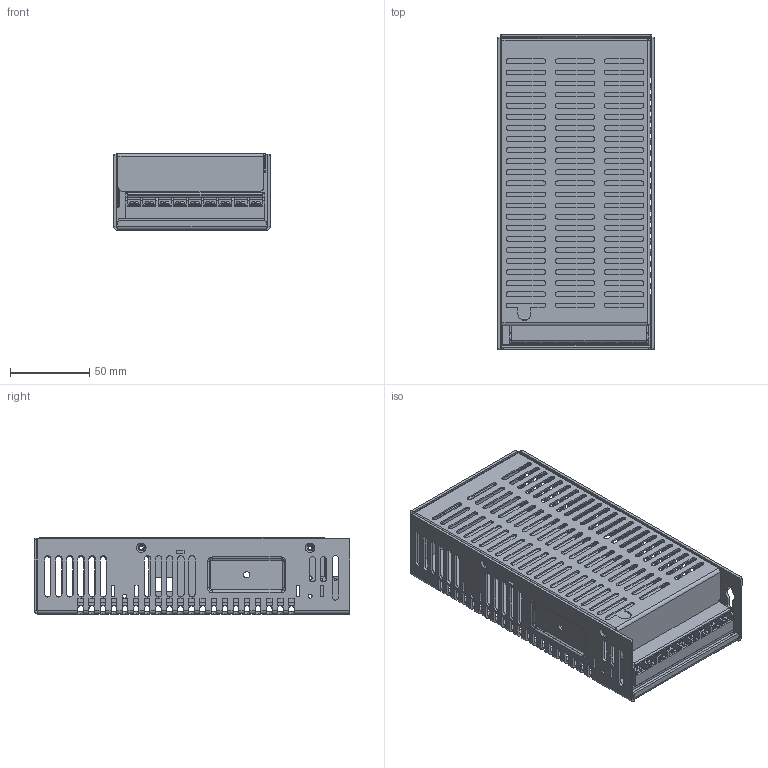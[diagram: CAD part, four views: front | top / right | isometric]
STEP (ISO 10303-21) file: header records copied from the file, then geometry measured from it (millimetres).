
FILE_DESCRIPTION (( 'STEP AP214' ), '1' );
FILE_NAME ('CDKM-240W軞蚾.STEP', '2025-03-11T05:17:48', ( 'China' ), ( 'Home' ), 'SwSTEP 2.0', 'SolidWorks 2019', '' );
FILE_SCHEMA (( 'AUTOMOTIVE_DESIGN' ));
Length unit declared in the file: millimetre
Products named in the file (6): CDKM-240裔; CDKM-240W軞蚾; 傷赽裔; 9弇傷赽; CDKM-240菁
Assembly tree (5 placements, depth 3):
  CDKM-240W軞蚾
    CDKM-240菁
    CDKM-240裔
    9弇傷赽
      9弇傷赽
      傷赽裔
Bounding box: 99 x 199 x 48.5 mm (x, y, z)
Volume: 120370.8 mm3; surface area: 171179.7 mm2
Topology: 22 solids, 26 shells, 2182 faces, 6128 edges, 3888 vertices
Faces by surface type: plane 1347, cylinder 751, torus 68, cone 8, bspline 8
Entity records: 81304 total; most frequent: CARTESIAN_POINT 13301, ORIENTED_EDGE 12256, DIRECTION 11972, EDGE_CURVE 6128, LINE 4366, VECTOR 4366, VERTEX_POINT 3888, AXIS2_PLACEMENT_3D 3803
